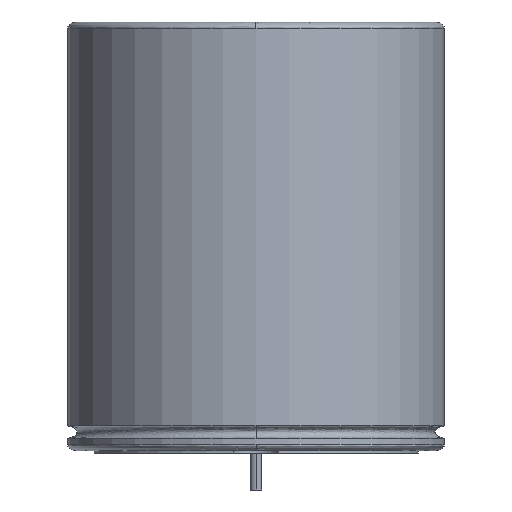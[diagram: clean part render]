
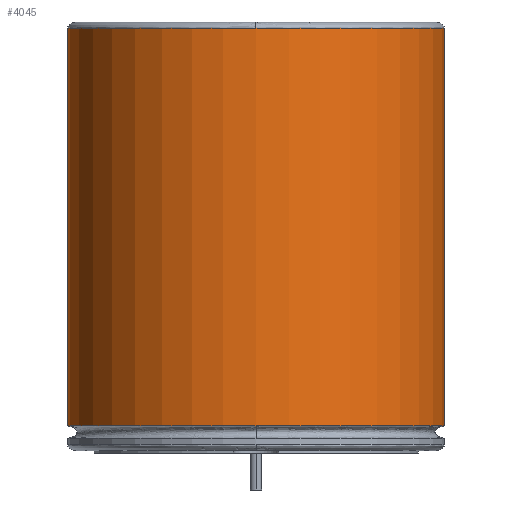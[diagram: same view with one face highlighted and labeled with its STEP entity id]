
A CAD part, left-side view. The second image highlights one B-rep face of the part: STEP entity #4045.
In plain terms, the highlighted cylindrical face has radius 17.5 mm (diameter 35 mm), a partial arc.
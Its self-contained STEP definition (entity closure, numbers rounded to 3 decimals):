
#122 = ORIENTED_EDGE ( 'NONE', *, *, #3582, .T. ) ;
#163 = LINE ( 'NONE', #3584, #1445 ) ;
#165 = CARTESIAN_POINT ( 'NONE',  ( -0.002, -17.5, 0.004 ) ) ;
#283 = CARTESIAN_POINT ( 'NONE',  ( -0.002, 0., 36.918 ) ) ;
#293 = EDGE_CURVE ( 'NONE', #3494, #1124, #1600, .T. ) ;
#627 = DIRECTION ( 'NONE',  ( 0., -1., 0. ) ) ;
#717 = DIRECTION ( 'NONE',  ( 0., 0., -1. ) ) ;
#803 = AXIS2_PLACEMENT_3D ( 'NONE', #1136, #717, #1588 ) ;
#1124 = VERTEX_POINT ( 'NONE', #2780 ) ;
#1136 = CARTESIAN_POINT ( 'NONE',  ( -0.002, 0., 36.918 ) ) ;
#1174 = ORIENTED_EDGE ( 'NONE', *, *, #3793, .T. ) ;
#1181 = DIRECTION ( 'NONE',  ( 0., 0., 1. ) ) ;
#1267 = AXIS2_PLACEMENT_3D ( 'NONE', #283, #5038, #1610 ) ;
#1409 = ORIENTED_EDGE ( 'NONE', *, *, #3391, .T. ) ;
#1445 = VECTOR ( 'NONE', #1533, 1000. ) ;
#1533 = DIRECTION ( 'NONE',  ( 0., 0., -1. ) ) ;
#1588 = DIRECTION ( 'NONE',  ( 0., 1., 0. ) ) ;
#1600 = CIRCLE ( 'NONE', #4973, 17.5 ) ;
#1610 = DIRECTION ( 'NONE',  ( 0., 1., 0. ) ) ;
#1718 = CIRCLE ( 'NONE', #1267, 17.5 ) ;
#1893 = CARTESIAN_POINT ( 'NONE',  ( -0.002, -17.5, 36.918 ) ) ;
#1949 = DIRECTION ( 'NONE',  ( 0., 0., -1. ) ) ;
#1998 = ORIENTED_EDGE ( 'NONE', *, *, #2158, .T. ) ;
#2023 = VERTEX_POINT ( 'NONE', #2889 ) ;
#2053 = FACE_OUTER_BOUND ( 'NONE', #2596, .T. ) ;
#2128 = ORIENTED_EDGE ( 'NONE', *, *, #293, .T. ) ;
#2158 = EDGE_CURVE ( 'NONE', #1124, #5564, #2798, .T. ) ;
#2388 = DIRECTION ( 'NONE',  ( 0., 1., 0. ) ) ;
#2431 = CARTESIAN_POINT ( 'NONE',  ( -0.002, 0., 0.004 ) ) ;
#2487 = VERTEX_POINT ( 'NONE', #2637 ) ;
#2591 = CARTESIAN_POINT ( 'NONE',  ( -0.002, 17.5, 0.004 ) ) ;
#2596 = EDGE_LOOP ( 'NONE', ( #4258, #1174, #1409, #122, #2128, #1998 ) ) ;
#2637 = CARTESIAN_POINT ( 'NONE',  ( -17.502, 0., 36.918 ) ) ;
#2780 = CARTESIAN_POINT ( 'NONE',  ( -17.502, 0., 0.004 ) ) ;
#2798 = CIRCLE ( 'NONE', #5610, 17.5 ) ;
#2859 = CARTESIAN_POINT ( 'NONE',  ( -0.002, 0., 36.918 ) ) ;
#2889 = CARTESIAN_POINT ( 'NONE',  ( -0.002, 17.5, 36.918 ) ) ;
#2919 = CYLINDRICAL_SURFACE ( 'NONE', #4096, 17.5 ) ;
#3391 = EDGE_CURVE ( 'NONE', #2487, #2023, #4725, .T. ) ;
#3494 = VERTEX_POINT ( 'NONE', #2591 ) ;
#3582 = EDGE_CURVE ( 'NONE', #2023, #3494, #163, .T. ) ;
#3584 = CARTESIAN_POINT ( 'NONE',  ( -0.002, 17.5, 36.918 ) ) ;
#3707 = LINE ( 'NONE', #1893, #4745 ) ;
#3793 = EDGE_CURVE ( 'NONE', #4976, #2487, #1718, .T. ) ;
#4032 = CARTESIAN_POINT ( 'NONE',  ( -0.002, -17.5, 36.918 ) ) ;
#4045 = ADVANCED_FACE ( 'NONE', ( #2053 ), #2919, .T. ) ;
#4096 = AXIS2_PLACEMENT_3D ( 'NONE', #2859, #4596, #2388 ) ;
#4258 = ORIENTED_EDGE ( 'NONE', *, *, #4991, .F. ) ;
#4526 = DIRECTION ( 'NONE',  ( 0., 0., 1. ) ) ;
#4596 = DIRECTION ( 'NONE',  ( 0., 0., -1. ) ) ;
#4667 = DIRECTION ( 'NONE',  ( 0., -1., 0. ) ) ;
#4725 = CIRCLE ( 'NONE', #803, 17.5 ) ;
#4745 = VECTOR ( 'NONE', #1949, 1000. ) ;
#4958 = CARTESIAN_POINT ( 'NONE',  ( -0.002, 0., 0.004 ) ) ;
#4973 = AXIS2_PLACEMENT_3D ( 'NONE', #4958, #4526, #627 ) ;
#4976 = VERTEX_POINT ( 'NONE', #4032 ) ;
#4991 = EDGE_CURVE ( 'NONE', #4976, #5564, #3707, .T. ) ;
#5038 = DIRECTION ( 'NONE',  ( 0., 0., -1. ) ) ;
#5564 = VERTEX_POINT ( 'NONE', #165 ) ;
#5610 = AXIS2_PLACEMENT_3D ( 'NONE', #2431, #1181, #4667 ) ;
